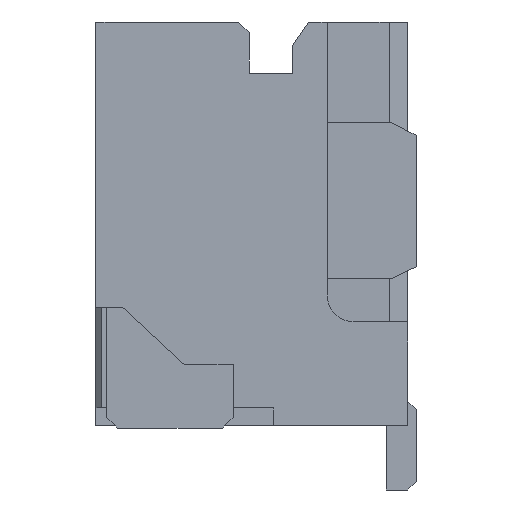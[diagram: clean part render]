
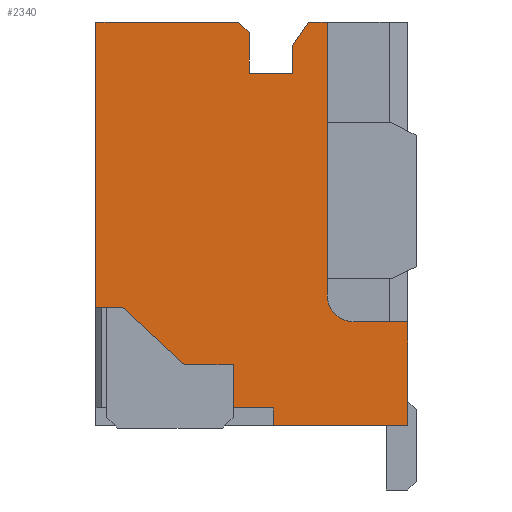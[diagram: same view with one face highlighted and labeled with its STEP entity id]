
A CAD part, left-side view. The second image highlights one B-rep face of the part: STEP entity #2340.
In plain terms, the highlighted planar face has unit normal (-1, 0, 0).
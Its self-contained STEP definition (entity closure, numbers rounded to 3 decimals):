
#5 = LINE ( 'NONE', #1378, #2129 ) ;
#58 = CARTESIAN_POINT ( 'NONE',  ( -5.25, 1.5, 4.35 ) ) ;
#60 = ORIENTED_EDGE ( 'NONE', *, *, #2848, .T. ) ;
#85 = ORIENTED_EDGE ( 'NONE', *, *, #4449, .T. ) ;
#101 = ORIENTED_EDGE ( 'NONE', *, *, #973, .T. ) ;
#127 = DIRECTION ( 'NONE',  ( 0., 0., -1. ) ) ;
#150 = VECTOR ( 'NONE', #821, 1000. ) ;
#183 = VERTEX_POINT ( 'NONE', #4005 ) ;
#208 = VECTOR ( 'NONE', #766, 1000. ) ;
#211 = ORIENTED_EDGE ( 'NONE', *, *, #3279, .T. ) ;
#221 = ORIENTED_EDGE ( 'NONE', *, *, #4441, .T. ) ;
#226 = ORIENTED_EDGE ( 'NONE', *, *, #2998, .T. ) ;
#231 = VERTEX_POINT ( 'NONE', #944 ) ;
#288 = ORIENTED_EDGE ( 'NONE', *, *, #2585, .T. ) ;
#289 = DIRECTION ( 'NONE',  ( 0., 0.574, -0.819 ) ) ;
#310 = ORIENTED_EDGE ( 'NONE', *, *, #3339, .T. ) ;
#335 = DIRECTION ( 'NONE',  ( 0., 0., 1. ) ) ;
#370 = CARTESIAN_POINT ( 'NONE',  ( -5.25, 3.15, 4.35 ) ) ;
#397 = VERTEX_POINT ( 'NONE', #3979 ) ;
#446 = AXIS2_PLACEMENT_3D ( 'NONE', #2110, #3623, #335 ) ;
#448 = ORIENTED_EDGE ( 'NONE', *, *, #2326, .F. ) ;
#473 = CARTESIAN_POINT ( 'NONE',  ( -5.25, 4.15, -2.025 ) ) ;
#513 = DIRECTION ( 'NONE',  ( 0., 0., -1. ) ) ;
#581 = CARTESIAN_POINT ( 'NONE',  ( -5.25, 4.15, -2.025 ) ) ;
#643 = ORIENTED_EDGE ( 'NONE', *, *, #3597, .T. ) ;
#710 = CARTESIAN_POINT ( 'NONE',  ( -5.25, 5.8, 4.35 ) ) ;
#730 = ORIENTED_EDGE ( 'NONE', *, *, #1819, .T. ) ;
#732 = LINE ( 'NONE', #3462, #150 ) ;
#766 = DIRECTION ( 'NONE',  ( 0., -1., 0. ) ) ;
#821 = DIRECTION ( 'NONE',  ( 0., -1., 0. ) ) ;
#864 = LINE ( 'NONE', #58, #3988 ) ;
#882 = DIRECTION ( 'NONE',  ( 0., -0.731, -0.682 ) ) ;
#928 = LINE ( 'NONE', #4877, #985 ) ;
#944 = CARTESIAN_POINT ( 'NONE',  ( -5.25, 3.25, -2.825 ) ) ;
#973 = EDGE_CURVE ( 'NONE', #2106, #4187, #5, .T. ) ;
#985 = VECTOR ( 'NONE', #2651, 1000. ) ;
#995 = EDGE_LOOP ( 'NONE', ( #60, #101, #221, #730, #4223, #1839, #1160, #211, #643, #85, #310, #2120, #2950, #226, #3037, #3341, #288, #3600, #448 ) ) ;
#1094 = VECTOR ( 'NONE', #2725, 1000. ) ;
#1136 = VECTOR ( 'NONE', #882, 1000. ) ;
#1157 = LINE ( 'NONE', #370, #1744 ) ;
#1160 = ORIENTED_EDGE ( 'NONE', *, *, #3939, .T. ) ;
#1248 = CARTESIAN_POINT ( 'NONE',  ( -5.25, 2.5, -2.825 ) ) ;
#1272 = VECTOR ( 'NONE', #2094, 1000. ) ;
#1295 = VERTEX_POINT ( 'NONE', #3758 ) ;
#1337 = LINE ( 'NONE', #710, #1621 ) ;
#1378 = CARTESIAN_POINT ( 'NONE',  ( -5.25, 2.15, 3.4 ) ) ;
#1387 = EDGE_CURVE ( 'NONE', #2418, #3268, #2716, .T. ) ;
#1421 = EDGE_CURVE ( 'NONE', #3933, #397, #864, .T. ) ;
#1479 = CARTESIAN_POINT ( 'NONE',  ( -5.25, 2.95, 4.15 ) ) ;
#1485 = CARTESIAN_POINT ( 'NONE',  ( -5.25, 0., -3.15 ) ) ;
#1578 = CARTESIAN_POINT ( 'NONE',  ( -5.25, 5.8, 4.35 ) ) ;
#1594 = LINE ( 'NONE', #4409, #4488 ) ;
#1596 = CARTESIAN_POINT ( 'NONE',  ( -5.25, 3.25, -2.025 ) ) ;
#1621 = VECTOR ( 'NONE', #3349, 1000. ) ;
#1643 = PLANE ( 'NONE',  #1805 ) ;
#1744 = VECTOR ( 'NONE', #3006, 1000. ) ;
#1762 = DIRECTION ( 'NONE',  ( 0., 1., 0. ) ) ;
#1772 = VECTOR ( 'NONE', #289, 1000. ) ;
#1805 = AXIS2_PLACEMENT_3D ( 'NONE', #2767, #2697, #2713 ) ;
#1819 = EDGE_CURVE ( 'NONE', #183, #2649, #4458, .T. ) ;
#1839 = ORIENTED_EDGE ( 'NONE', *, *, #1387, .F. ) ;
#1845 = EDGE_CURVE ( 'NONE', #2649, #3268, #1157, .T. ) ;
#1904 = CARTESIAN_POINT ( 'NONE',  ( -5.25, 5.303, -0.95 ) ) ;
#1905 = VERTEX_POINT ( 'NONE', #4170 ) ;
#1962 = CIRCLE ( 'NONE', #446, 0.5 ) ;
#1972 = CARTESIAN_POINT ( 'NONE',  ( -5.25, 1.85, 4.35 ) ) ;
#2069 = DIRECTION ( 'NONE',  ( 0., -1., 0. ) ) ;
#2094 = DIRECTION ( 'NONE',  ( 0., -1., 0. ) ) ;
#2106 = VERTEX_POINT ( 'NONE', #4293 ) ;
#2110 = CARTESIAN_POINT ( 'NONE',  ( -5.25, 1., -0.725 ) ) ;
#2119 = VERTEX_POINT ( 'NONE', #473 ) ;
#2120 = ORIENTED_EDGE ( 'NONE', *, *, #2203, .T. ) ;
#2129 = VECTOR ( 'NONE', #4758, 1000. ) ;
#2167 = CARTESIAN_POINT ( 'NONE',  ( -5.25, 2.15, 3.922 ) ) ;
#2169 = EDGE_CURVE ( 'NONE', #1905, #3745, #4043, .T. ) ;
#2184 = VERTEX_POINT ( 'NONE', #2547 ) ;
#2185 = VECTOR ( 'NONE', #2069, 1000. ) ;
#2186 = CARTESIAN_POINT ( 'NONE',  ( -5.25, 1., -1.225 ) ) ;
#2203 = EDGE_CURVE ( 'NONE', #231, #1905, #2921, .T. ) ;
#2322 = VERTEX_POINT ( 'NONE', #1904 ) ;
#2326 = EDGE_CURVE ( 'NONE', #4092, #397, #732, .T. ) ;
#2340 = ADVANCED_FACE ( 'NONE', ( #3676 ), #1643, .F. ) ;
#2371 = DIRECTION ( 'NONE',  ( 0., -1., 0. ) ) ;
#2410 = CARTESIAN_POINT ( 'NONE',  ( -5.25, 5.303, -0.95 ) ) ;
#2418 = VERTEX_POINT ( 'NONE', #1578 ) ;
#2420 = VECTOR ( 'NONE', #513, 1000. ) ;
#2547 = CARTESIAN_POINT ( 'NONE',  ( -5.25, 5.8, -0.95 ) ) ;
#2585 = EDGE_CURVE ( 'NONE', #2952, #3933, #1962, .T. ) ;
#2595 = LINE ( 'NONE', #3878, #2185 ) ;
#2605 = LINE ( 'NONE', #2410, #1136 ) ;
#2649 = VERTEX_POINT ( 'NONE', #1479 ) ;
#2651 = DIRECTION ( 'NONE',  ( 0., 1., 0. ) ) ;
#2697 = DIRECTION ( 'NONE',  ( 1., 0., 0. ) ) ;
#2713 = DIRECTION ( 'NONE',  ( 0., 0., 1. ) ) ;
#2716 = LINE ( 'NONE', #3436, #4842 ) ;
#2725 = DIRECTION ( 'NONE',  ( 0., 0., -1. ) ) ;
#2767 = CARTESIAN_POINT ( 'NONE',  ( -5.25, 5.8, 4.35 ) ) ;
#2832 = CARTESIAN_POINT ( 'NONE',  ( -5.25, 3.25, -2.025 ) ) ;
#2848 = EDGE_CURVE ( 'NONE', #4092, #2106, #3370, .T. ) ;
#2883 = CARTESIAN_POINT ( 'NONE',  ( -5.25, 2.5, -3.15 ) ) ;
#2921 = LINE ( 'NONE', #4136, #208 ) ;
#2950 = ORIENTED_EDGE ( 'NONE', *, *, #2169, .T. ) ;
#2952 = VERTEX_POINT ( 'NONE', #2186 ) ;
#2953 = LINE ( 'NONE', #2832, #2420 ) ;
#2998 = EDGE_CURVE ( 'NONE', #3745, #3953, #1594, .T. ) ;
#3006 = DIRECTION ( 'NONE',  ( 0., 0.707, 0.707 ) ) ;
#3037 = ORIENTED_EDGE ( 'NONE', *, *, #4790, .F. ) ;
#3118 = DIRECTION ( 'NONE',  ( 0., 0., 1. ) ) ;
#3268 = VERTEX_POINT ( 'NONE', #3528 ) ;
#3279 = EDGE_CURVE ( 'NONE', #2184, #2322, #2595, .T. ) ;
#3339 = EDGE_CURVE ( 'NONE', #4188, #231, #2953, .T. ) ;
#3341 = ORIENTED_EDGE ( 'NONE', *, *, #3997, .T. ) ;
#3349 = DIRECTION ( 'NONE',  ( 0., 0., -1. ) ) ;
#3370 = LINE ( 'NONE', #2167, #1772 ) ;
#3391 = LINE ( 'NONE', #581, #1272 ) ;
#3436 = CARTESIAN_POINT ( 'NONE',  ( -5.25, 5.8, 4.35 ) ) ;
#3462 = CARTESIAN_POINT ( 'NONE',  ( -5.25, 5.8, 4.35 ) ) ;
#3528 = CARTESIAN_POINT ( 'NONE',  ( -5.25, 3.15, 4.35 ) ) ;
#3569 = VECTOR ( 'NONE', #127, 1000. ) ;
#3597 = EDGE_CURVE ( 'NONE', #2322, #2119, #2605, .T. ) ;
#3600 = ORIENTED_EDGE ( 'NONE', *, *, #1421, .T. ) ;
#3623 = DIRECTION ( 'NONE',  ( 1., 0., 0. ) ) ;
#3629 = LINE ( 'NONE', #4021, #3738 ) ;
#3676 = FACE_OUTER_BOUND ( 'NONE', #995, .T. ) ;
#3738 = VECTOR ( 'NONE', #1762, 1000. ) ;
#3745 = VERTEX_POINT ( 'NONE', #2883 ) ;
#3758 = CARTESIAN_POINT ( 'NONE',  ( -5.25, 0., -1.225 ) ) ;
#3878 = CARTESIAN_POINT ( 'NONE',  ( -5.25, 5.8, -0.95 ) ) ;
#3933 = VERTEX_POINT ( 'NONE', #4864 ) ;
#3939 = EDGE_CURVE ( 'NONE', #2418, #2184, #1337, .T. ) ;
#3953 = VERTEX_POINT ( 'NONE', #1485 ) ;
#3979 = CARTESIAN_POINT ( 'NONE',  ( -5.25, 1.5, 4.35 ) ) ;
#3988 = VECTOR ( 'NONE', #3118, 1000. ) ;
#3997 = EDGE_CURVE ( 'NONE', #1295, #2952, #928, .T. ) ;
#4005 = CARTESIAN_POINT ( 'NONE',  ( -5.25, 2.95, 3.4 ) ) ;
#4021 = CARTESIAN_POINT ( 'NONE',  ( -5.25, 2.95, 3.4 ) ) ;
#4034 = LINE ( 'NONE', #4588, #1094 ) ;
#4043 = LINE ( 'NONE', #1248, #3569 ) ;
#4066 = DIRECTION ( 'NONE',  ( 0., -1., 0. ) ) ;
#4092 = VERTEX_POINT ( 'NONE', #1972 ) ;
#4136 = CARTESIAN_POINT ( 'NONE',  ( -5.25, 3.25, -2.825 ) ) ;
#4170 = CARTESIAN_POINT ( 'NONE',  ( -5.25, 2.5, -2.825 ) ) ;
#4187 = VERTEX_POINT ( 'NONE', #4547 ) ;
#4188 = VERTEX_POINT ( 'NONE', #1596 ) ;
#4223 = ORIENTED_EDGE ( 'NONE', *, *, #1845, .T. ) ;
#4293 = CARTESIAN_POINT ( 'NONE',  ( -5.25, 2.15, 3.922 ) ) ;
#4409 = CARTESIAN_POINT ( 'NONE',  ( -5.25, 5.8, -3.15 ) ) ;
#4441 = EDGE_CURVE ( 'NONE', #4187, #183, #3629, .T. ) ;
#4449 = EDGE_CURVE ( 'NONE', #2119, #4188, #3391, .T. ) ;
#4458 = LINE ( 'NONE', #4487, #4868 ) ;
#4487 = CARTESIAN_POINT ( 'NONE',  ( -5.25, 2.95, 4.15 ) ) ;
#4488 = VECTOR ( 'NONE', #4066, 1000. ) ;
#4515 = DIRECTION ( 'NONE',  ( 0., 0., 1. ) ) ;
#4547 = CARTESIAN_POINT ( 'NONE',  ( -5.25, 2.15, 3.4 ) ) ;
#4588 = CARTESIAN_POINT ( 'NONE',  ( -5.25, 0., 4.35 ) ) ;
#4758 = DIRECTION ( 'NONE',  ( 0., 0., -1. ) ) ;
#4790 = EDGE_CURVE ( 'NONE', #1295, #3953, #4034, .T. ) ;
#4842 = VECTOR ( 'NONE', #2371, 1000. ) ;
#4864 = CARTESIAN_POINT ( 'NONE',  ( -5.25, 1.5, -0.725 ) ) ;
#4868 = VECTOR ( 'NONE', #4515, 1000. ) ;
#4877 = CARTESIAN_POINT ( 'NONE',  ( -5.25, 1., -1.225 ) ) ;
